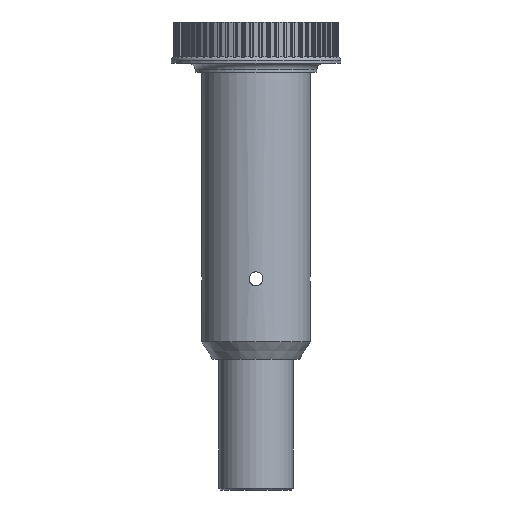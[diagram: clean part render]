
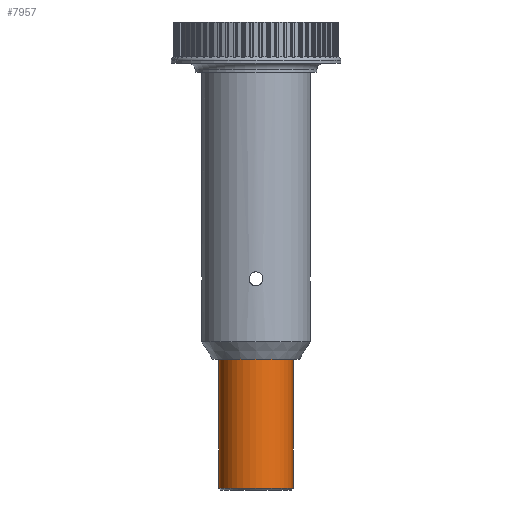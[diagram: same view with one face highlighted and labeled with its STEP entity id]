
A CAD part, front view. The second image highlights one B-rep face of the part: STEP entity #7957.
In plain terms, the highlighted cylindrical face has radius 8.5 mm (diameter 17 mm), a full revolution.
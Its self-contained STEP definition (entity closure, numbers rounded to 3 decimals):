
#95=CIRCLE('',#8437,8.5);
#96=CIRCLE('',#8438,8.5);
#97=CIRCLE('',#8440,8.5);
#795=FACE_OUTER_BOUND('',#1244,.T.);
#1244=EDGE_LOOP('',(#4955,#4956,#4957,#4958,#4959));
#1951=LINE('',#12385,#2334);
#2334=VECTOR('',#9606,8.5);
#2731=VERTEX_POINT('',#12378);
#2732=VERTEX_POINT('',#12380);
#2733=VERTEX_POINT('',#12384);
#3621=EDGE_CURVE('',#2731,#2732,#95,.T.);
#3622=EDGE_CURVE('',#2732,#2731,#96,.T.);
#3623=EDGE_CURVE('',#2732,#2733,#1951,.T.);
#3624=EDGE_CURVE('',#2733,#2733,#97,.T.);
#4955=ORIENTED_EDGE('',*,*,#3621,.F.);
#4956=ORIENTED_EDGE('',*,*,#3622,.F.);
#4957=ORIENTED_EDGE('',*,*,#3623,.T.);
#4958=ORIENTED_EDGE('',*,*,#3624,.T.);
#4959=ORIENTED_EDGE('',*,*,#3623,.F.);
#7582=CYLINDRICAL_SURFACE('',#8439,8.5);
#7957=ADVANCED_FACE('',(#795),#7582,.T.);
#8437=AXIS2_PLACEMENT_3D('',#12381,#9600,#9601);
#8438=AXIS2_PLACEMENT_3D('',#12382,#9602,#9603);
#8439=AXIS2_PLACEMENT_3D('',#12383,#9604,#9605);
#8440=AXIS2_PLACEMENT_3D('',#12386,#9607,#9608);
#9600=DIRECTION('center_axis',(0.,0.,-1.));
#9601=DIRECTION('ref_axis',(1.,0.,0.));
#9602=DIRECTION('center_axis',(0.,0.,-1.));
#9603=DIRECTION('ref_axis',(1.,0.,0.));
#9604=DIRECTION('center_axis',(0.,0.,-1.));
#9605=DIRECTION('ref_axis',(-1.,0.,0.));
#9606=DIRECTION('',(0.,0.,1.));
#9607=DIRECTION('center_axis',(0.,0.,-1.));
#9608=DIRECTION('ref_axis',(-1.,0.,0.));
#12378=CARTESIAN_POINT('',(-8.5,0.,-102.6));
#12380=CARTESIAN_POINT('',(8.5,0.,-102.6));
#12381=CARTESIAN_POINT('Origin',(0.,0.,-102.6));
#12382=CARTESIAN_POINT('Origin',(0.,0.,-102.6));
#12383=CARTESIAN_POINT('Origin',(0.,0.,-69.));
#12384=CARTESIAN_POINT('',(8.5,0.,-73.));
#12385=CARTESIAN_POINT('',(8.5,0.,-69.));
#12386=CARTESIAN_POINT('Origin',(0.,0.,-73.));
